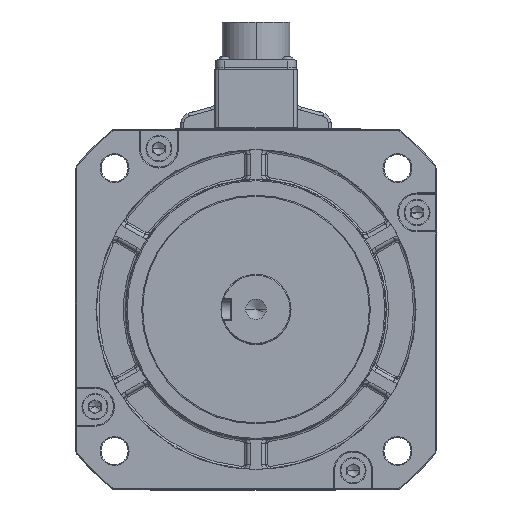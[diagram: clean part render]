
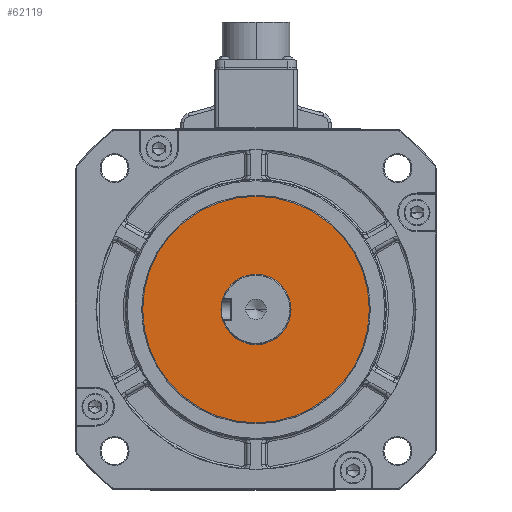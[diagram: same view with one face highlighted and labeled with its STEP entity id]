
A CAD part, top view. The second image highlights one B-rep face of the part: STEP entity #62119.
In plain terms, the highlighted planar face has unit normal (0, 0, 1).
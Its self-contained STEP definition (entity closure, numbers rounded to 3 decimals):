
#1231 = VERTEX_POINT ( 'NONE', #28958 ) ;
#4951 = ORIENTED_EDGE ( 'NONE', *, *, #41433, .T. ) ;
#6704 = ORIENTED_EDGE ( 'NONE', *, *, #73187, .T. ) ;
#7598 = DIRECTION ( 'NONE',  ( 0., 1., 0. ) ) ;
#7788 = DIRECTION ( 'NONE',  ( 1., 0., 0. ) ) ;
#16318 = ORIENTED_EDGE ( 'NONE', *, *, #103543, .T. ) ;
#17443 = CIRCLE ( 'NONE', #71365, 17.471 ) ;
#21848 = DIRECTION ( 'NONE',  ( 0., 0., -1. ) ) ;
#23987 = DIRECTION ( 'NONE',  ( 1., 0., 0. ) ) ;
#24669 = CARTESIAN_POINT ( 'NONE',  ( 52.5, 0., 55.7 ) ) ;
#24951 = FACE_BOUND ( 'NONE', #64189, .T. ) ;
#27153 = CIRCLE ( 'NONE', #88220, 56.65 ) ;
#28611 = VERTEX_POINT ( 'NONE', #45998 ) ;
#28958 = CARTESIAN_POINT ( 'NONE',  ( 0., 17.471, 55.7 ) ) ;
#30439 = VERTEX_POINT ( 'NONE', #33206 ) ;
#30514 = ORIENTED_EDGE ( 'NONE', *, *, #36525, .T. ) ;
#31799 = DIRECTION ( 'NONE',  ( 0., 0., 1. ) ) ;
#33206 = CARTESIAN_POINT ( 'NONE',  ( -56.65, 0., 55.7 ) ) ;
#36525 = EDGE_CURVE ( 'NONE', #101250, #1231, #92468, .T. ) ;
#39119 = AXIS2_PLACEMENT_3D ( 'NONE', #24669, #31799, #23987 ) ;
#40268 = FACE_OUTER_BOUND ( 'NONE', #57431, .T. ) ;
#41433 = EDGE_CURVE ( 'NONE', #30439, #28611, #27153, .T. ) ;
#45998 = CARTESIAN_POINT ( 'NONE',  ( 56.65, 0., 55.7 ) ) ;
#46700 = CARTESIAN_POINT ( 'NONE',  ( 0., 0., 55.7 ) ) ;
#49182 = PLANE ( 'NONE',  #39119 ) ;
#55602 = DIRECTION ( 'NONE',  ( 0., 0., -1. ) ) ;
#57050 = DIRECTION ( 'NONE',  ( 0., 0., 1. ) ) ;
#57431 = EDGE_LOOP ( 'NONE', ( #4951, #6704 ) ) ;
#60923 = AXIS2_PLACEMENT_3D ( 'NONE', #105452, #97277, #7788 ) ;
#62119 = ADVANCED_FACE ( 'NONE', ( #24951, #40268 ), #49182, .T. ) ;
#64189 = EDGE_LOOP ( 'NONE', ( #16318, #30514 ) ) ;
#71365 = AXIS2_PLACEMENT_3D ( 'NONE', #72250, #55602, #7598 ) ;
#72169 = AXIS2_PLACEMENT_3D ( 'NONE', #46700, #21848, #95690 ) ;
#72250 = CARTESIAN_POINT ( 'NONE',  ( 0., 0., 55.7 ) ) ;
#73187 = EDGE_CURVE ( 'NONE', #28611, #30439, #102529, .T. ) ;
#88220 = AXIS2_PLACEMENT_3D ( 'NONE', #97492, #57050, #89665 ) ;
#89665 = DIRECTION ( 'NONE',  ( 1., 0., 0. ) ) ;
#92468 = CIRCLE ( 'NONE', #72169, 17.471 ) ;
#95690 = DIRECTION ( 'NONE',  ( 0., 1., 0. ) ) ;
#96047 = CARTESIAN_POINT ( 'NONE',  ( 0., -17.471, 55.7 ) ) ;
#97277 = DIRECTION ( 'NONE',  ( 0., 0., 1. ) ) ;
#97492 = CARTESIAN_POINT ( 'NONE',  ( 0., 0., 55.7 ) ) ;
#101250 = VERTEX_POINT ( 'NONE', #96047 ) ;
#102529 = CIRCLE ( 'NONE', #60923, 56.65 ) ;
#103543 = EDGE_CURVE ( 'NONE', #1231, #101250, #17443, .T. ) ;
#105452 = CARTESIAN_POINT ( 'NONE',  ( 0., 0., 55.7 ) ) ;
